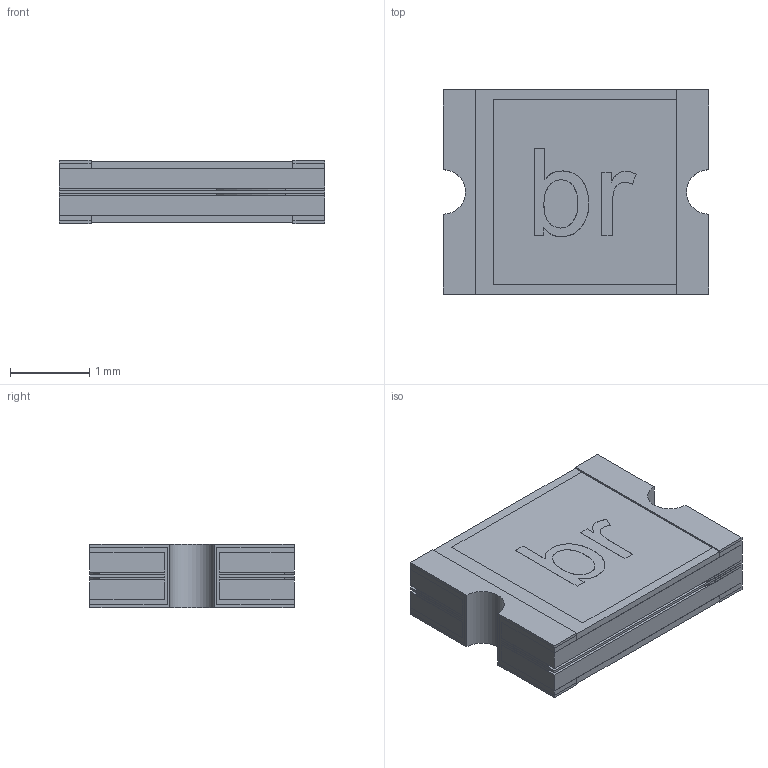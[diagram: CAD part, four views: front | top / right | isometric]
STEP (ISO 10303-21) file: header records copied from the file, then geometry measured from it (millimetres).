
FILE_DESCRIPTION(/* description */ ('STEP AP214'),/* implementation_level */ '2;1');
FILE_NAME(/* name */ '0ZCH0110AF2E',/* time_stamp */ '2025-12-25T19:44:02+01:00',/* author */ ('License CC BY-ND 4.0'),/* organization */ ('CADENAS'),/* preprocessor_version */ 'ST-DEVELOPER v20',/* originating_system */ 'PARTsolutions',/* authorisation */ ' ');
FILE_SCHEMA (('AUTOMOTIVE_DESIGN {1 0 10303 214 3 1 1}'));
Length unit declared in the file: millimetre
Products named in the file (16): 0ZCH0110AF2E; 0ZCH0110AF2E_PART1; 0ZCH0110AF2E_PART2; 0ZCH0110AF2E_PART3; 0ZCH0110AF2E_PART4; 0ZCH0110AF2E_PART5; 0ZCH0110AF2E_PART6; 0ZCH0110AF2E_PART7; 0ZCH0110AF2E_PART8; 0ZCH0110AF2E_PART9; 0ZCH0110AF2E_PART10; 0ZCH0110AF2E_PART11; 0ZCH0110AF2E_PART12; 0ZCH0110AF2E_PART13; 0ZCH0110AF2E_PART14; 0ZCH0110AF2E_PART15
Assembly tree (15 placements, depth 2):
  0ZCH0110AF2E
    0ZCH0110AF2E_PART1
    0ZCH0110AF2E_PART2
    0ZCH0110AF2E_PART3
    0ZCH0110AF2E_PART4
    0ZCH0110AF2E_PART5
    0ZCH0110AF2E_PART6
    0ZCH0110AF2E_PART7
    0ZCH0110AF2E_PART8
    0ZCH0110AF2E_PART9
    0ZCH0110AF2E_PART10
    0ZCH0110AF2E_PART11
    0ZCH0110AF2E_PART12
    0ZCH0110AF2E_PART13
    0ZCH0110AF2E_PART14
    0ZCH0110AF2E_PART15
Bounding box: 3.35 x 2.58 x 0.8 mm (x, y, z)
Volume: 6.4 mm3; surface area: 160.4 mm2
Topology: 15 solids, 15 shells, 226 faces, 588 edges, 392 vertices
Faces by surface type: plane 158, bspline 46, cylinder 22
Entity records: 7701 total; most frequent: CARTESIAN_POINT 2004, ORIENTED_EDGE 1176, DIRECTION 932, EDGE_CURVE 588, LINE 452, VECTOR 452, VERTEX_POINT 392, AXIS2_PLACEMENT_3D 240
